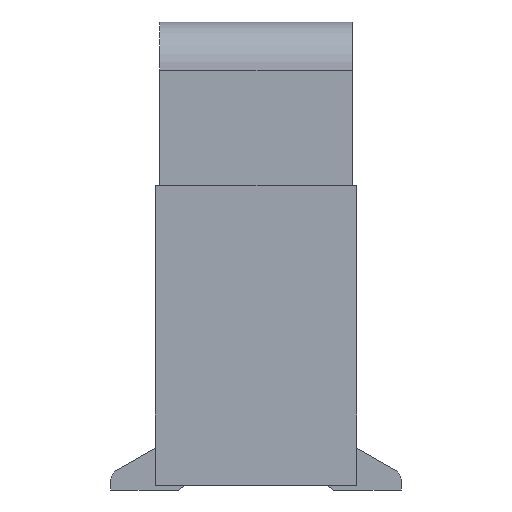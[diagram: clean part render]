
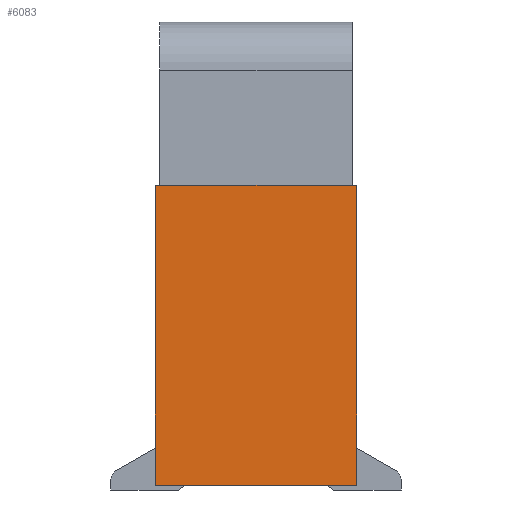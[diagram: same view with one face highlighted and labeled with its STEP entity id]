
A CAD part, left-side view. The second image highlights one B-rep face of the part: STEP entity #6083.
In plain terms, the highlighted planar face has unit normal (-1, 0, 0).
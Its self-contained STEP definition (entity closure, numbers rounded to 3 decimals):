
#1219=ORIENTED_EDGE('',*,*,#2515,.T.);
#1220=ORIENTED_EDGE('',*,*,#2509,.F.);
#1221=ORIENTED_EDGE('',*,*,#2505,.F.);
#1222=ORIENTED_EDGE('',*,*,#2516,.F.);
#1223=ORIENTED_EDGE('',*,*,#2517,.F.);
#1224=ORIENTED_EDGE('',*,*,#2512,.T.);
#2505=EDGE_CURVE('',#3203,#3194,#3934,.T.);
#2509=EDGE_CURVE('',#3194,#3205,#3938,.T.);
#2512=EDGE_CURVE('',#3208,#3207,#3941,.T.);
#2515=EDGE_CURVE('',#3207,#3205,#3944,.T.);
#2516=EDGE_CURVE('',#3210,#3203,#3945,.T.);
#2517=EDGE_CURVE('',#3208,#3210,#3946,.T.);
#3194=VERTEX_POINT('',#9373);
#3203=VERTEX_POINT('',#9406);
#3205=VERTEX_POINT('',#9415);
#3207=VERTEX_POINT('',#9420);
#3208=VERTEX_POINT('',#9422);
#3210=VERTEX_POINT('',#9429);
#3934=LINE('',#9407,#4779);
#3938=LINE('',#9414,#4783);
#3941=LINE('',#9421,#4786);
#3944=LINE('',#9427,#4789);
#3945=LINE('',#9428,#4790);
#3946=LINE('',#9430,#4791);
#4779=VECTOR('',#7637,1000.);
#4783=VECTOR('',#7645,1000.);
#4786=VECTOR('',#7650,1000.);
#4789=VECTOR('',#7655,1000.);
#4790=VECTOR('',#7656,1000.);
#4791=VECTOR('',#7657,1000.);
#5198=EDGE_LOOP('',(#1219,#1220,#1221,#1222,#1223,#1224));
#5499=FACE_BOUND('',#5198,.T.);
#5782=PLANE('',#6447);
#6083=ADVANCED_FACE('',(#5499),#5782,.F.);
#6447=AXIS2_PLACEMENT_3D('',#9426,#7653,#7654);
#7637=DIRECTION('',(0.,-1.,0.));
#7645=DIRECTION('',(0.,-1.,0.));
#7650=DIRECTION('',(0.,-1.,0.));
#7653=DIRECTION('',(1.,0.,0.));
#7654=DIRECTION('',(0.,0.,-1.));
#7655=DIRECTION('',(0.,0.,1.));
#7656=DIRECTION('',(0.,-1.,0.));
#7657=DIRECTION('',(0.,0.,1.));
#9373=CARTESIAN_POINT('',(-4.075,0.,-1.7));
#9406=CARTESIAN_POINT('',(-4.075,2.,-1.7));
#9407=CARTESIAN_POINT('',(-4.075,2.05,-1.7));
#9414=CARTESIAN_POINT('',(-4.075,2.05,-1.7));
#9415=CARTESIAN_POINT('',(-4.075,-0.05,-1.7));
#9420=CARTESIAN_POINT('',(-4.075,-0.05,-4.82));
#9421=CARTESIAN_POINT('',(-4.075,2.05,-4.82));
#9422=CARTESIAN_POINT('',(-4.075,2.05,-4.82));
#9426=CARTESIAN_POINT('',(-4.075,2.05,-4.82));
#9427=CARTESIAN_POINT('',(-4.075,-0.05,-4.82));
#9428=CARTESIAN_POINT('',(-4.075,2.05,-1.7));
#9429=CARTESIAN_POINT('',(-4.075,2.05,-1.7));
#9430=CARTESIAN_POINT('',(-4.075,2.05,-4.82));
